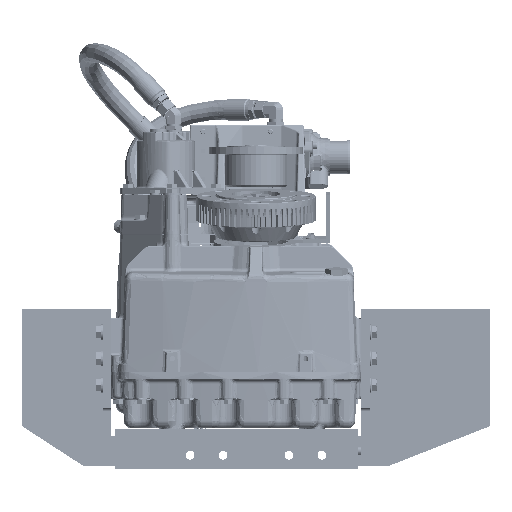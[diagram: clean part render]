
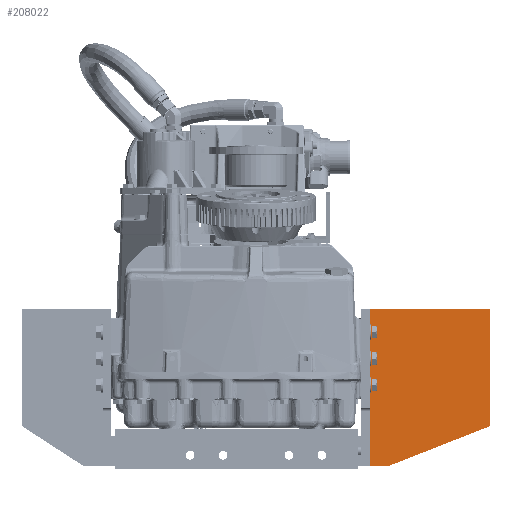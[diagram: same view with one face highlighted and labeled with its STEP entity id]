
A CAD part, front view. The second image highlights one B-rep face of the part: STEP entity #208022.
In plain terms, the highlighted planar face has unit normal (0, -1, 0).
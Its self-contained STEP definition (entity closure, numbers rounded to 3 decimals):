
#22036 = LINE ( 'NONE', #130299, #75343 ) ;
#24852 = CARTESIAN_POINT ( 'NONE',  ( 219.075, -127., -69.863 ) ) ;
#39253 = LINE ( 'NONE', #82511, #240783 ) ;
#41103 = EDGE_CURVE ( 'NONE', #63458, #108311, #291336, .T. ) ;
#42205 = DIRECTION ( 'NONE',  ( -1., 0., 0. ) ) ;
#50199 = LINE ( 'NONE', #94939, #111674 ) ;
#50240 = EDGE_CURVE ( 'NONE', #142904, #203833, #39253, .T. ) ;
#56470 = FACE_OUTER_BOUND ( 'NONE', #156962, .T. ) ;
#63458 = VERTEX_POINT ( 'NONE', #161250 ) ;
#74940 = CARTESIAN_POINT ( 'NONE',  ( 219.075, -127., 231.762 ) ) ;
#75343 = VECTOR ( 'NONE', #340515, 1000. ) ;
#79681 = AXIS2_PLACEMENT_3D ( 'NONE', #74940, #258859, #101297 ) ;
#82511 = CARTESIAN_POINT ( 'NONE',  ( 450.85, -127., 119.05 ) ) ;
#94939 = CARTESIAN_POINT ( 'NONE',  ( 334.963, -127., 231.762 ) ) ;
#98285 = ORIENTED_EDGE ( 'NONE', *, *, #282051, .T. ) ;
#100148 = PLANE ( 'NONE',  #79681 ) ;
#101297 = DIRECTION ( 'NONE',  ( 0., 0., -1. ) ) ;
#101693 = CARTESIAN_POINT ( 'NONE',  ( 257.175, -127., -69.863 ) ) ;
#108311 = VERTEX_POINT ( 'NONE', #24852 ) ;
#108818 = DIRECTION ( 'NONE',  ( 0., 0., 1. ) ) ;
#111674 = VECTOR ( 'NONE', #42205, 1000. ) ;
#130299 = CARTESIAN_POINT ( 'NONE',  ( 334.963, -127., -69.863 ) ) ;
#142904 = VERTEX_POINT ( 'NONE', #224496 ) ;
#149091 = EDGE_CURVE ( 'NONE', #108311, #248530, #22036, .T. ) ;
#151388 = CARTESIAN_POINT ( 'NONE',  ( 450.85, -127., 231.762 ) ) ;
#155269 = LINE ( 'NONE', #228241, #286863 ) ;
#156962 = EDGE_LOOP ( 'NONE', ( #299962, #258791, #174739, #98285, #212773 ) ) ;
#161250 = CARTESIAN_POINT ( 'NONE',  ( 219.075, -127., 231.762 ) ) ;
#170458 = CARTESIAN_POINT ( 'NONE',  ( 219.075, -127., 80.95 ) ) ;
#171606 = DIRECTION ( 'NONE',  ( 0., 0., -1. ) ) ;
#174739 = ORIENTED_EDGE ( 'NONE', *, *, #50240, .T. ) ;
#203833 = VERTEX_POINT ( 'NONE', #151388 ) ;
#208022 = ADVANCED_FACE ( 'NONE', ( #56470 ), #100148, .T. ) ;
#212773 = ORIENTED_EDGE ( 'NONE', *, *, #41103, .T. ) ;
#221467 = VECTOR ( 'NONE', #171606, 1000. ) ;
#224496 = CARTESIAN_POINT ( 'NONE',  ( 450.85, -127., 6.337 ) ) ;
#228241 = CARTESIAN_POINT ( 'NONE',  ( 257.175, -127., -69.863 ) ) ;
#240783 = VECTOR ( 'NONE', #108818, 1000. ) ;
#248530 = VERTEX_POINT ( 'NONE', #101693 ) ;
#250058 = DIRECTION ( 'NONE',  ( 0.931, 0., 0.366 ) ) ;
#258791 = ORIENTED_EDGE ( 'NONE', *, *, #287735, .T. ) ;
#258859 = DIRECTION ( 'NONE',  ( 0., -1., 0. ) ) ;
#282051 = EDGE_CURVE ( 'NONE', #203833, #63458, #50199, .T. ) ;
#286863 = VECTOR ( 'NONE', #250058, 1000. ) ;
#287735 = EDGE_CURVE ( 'NONE', #248530, #142904, #155269, .T. ) ;
#291336 = LINE ( 'NONE', #170458, #221467 ) ;
#299962 = ORIENTED_EDGE ( 'NONE', *, *, #149091, .T. ) ;
#340515 = DIRECTION ( 'NONE',  ( 1., 0., 0. ) ) ;
